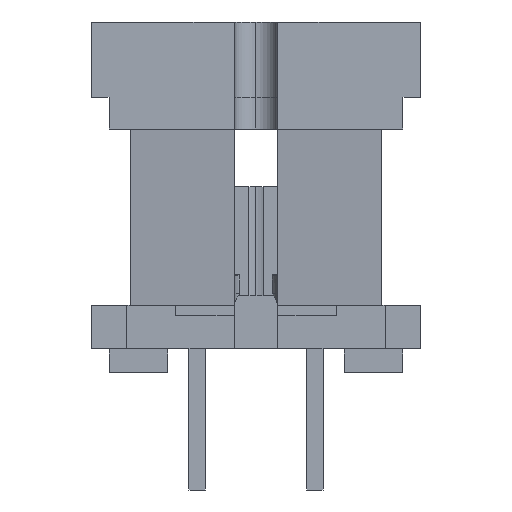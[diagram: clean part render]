
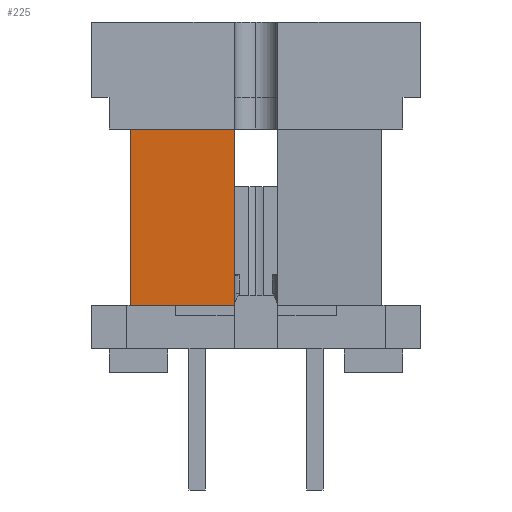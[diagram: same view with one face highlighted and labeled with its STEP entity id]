
A CAD part, left-side view. The second image highlights one B-rep face of the part: STEP entity #225.
In plain terms, the highlighted planar face has unit normal (-0.997, 0, -0.073).
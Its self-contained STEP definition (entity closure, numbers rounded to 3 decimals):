
#225=ADVANCED_FACE('',(#1191),#1192,.T.);
#1191=FACE_OUTER_BOUND('',#2647,.T.);
#1192=PLANE('',#2648);
#2647=EDGE_LOOP('',(#5685,#5686,#5687,#5688));
#2648=AXIS2_PLACEMENT_3D('',#5689,#5690,#5691);
#5685=ORIENTED_EDGE('',*,*,#10123,.T.);
#5686=ORIENTED_EDGE('',*,*,#10159,.F.);
#5687=ORIENTED_EDGE('',*,*,#10219,.F.);
#5688=ORIENTED_EDGE('',*,*,#9552,.T.);
#5689=CARTESIAN_POINT('',(-15.316,3.556,1.245));
#5690=DIRECTION('',(-0.997,0.0,-0.073));
#5691=DIRECTION('',(-0.073,0.0,0.997));
#9552=EDGE_CURVE('',#11621,#11619,#11622,.T.);
#10123=EDGE_CURVE('',#11619,#12689,#12691,.T.);
#10159=EDGE_CURVE('',#12743,#12689,#12745,.T.);
#10219=EDGE_CURVE('',#11621,#12743,#12830,.T.);
#11619=VERTEX_POINT('',#14915);
#11621=VERTEX_POINT('',#14918);
#11622=LINE('',#14919,#14920);
#12689=VERTEX_POINT('',#16541);
#12691=LINE('',#16544,#16545);
#12743=VERTEX_POINT('',#16641);
#12745=LINE('',#16644,#16645);
#12830=LINE('',#16788,#16789);
#14915=CARTESIAN_POINT('',(-15.037,2.718,-2.565));
#14918=CARTESIAN_POINT('',(-15.316,2.718,1.245));
#14919=CARTESIAN_POINT('',(-15.316,2.718,1.245));
#14920=VECTOR('',#19200,3.82);
#16541=CARTESIAN_POINT('',(-15.037,0.47,-2.565));
#16544=CARTESIAN_POINT('',(-15.037,2.718,-2.565));
#16545=VECTOR('',#19801,2.248);
#16641=CARTESIAN_POINT('',(-15.316,0.47,1.245));
#16644=CARTESIAN_POINT('',(-15.316,0.47,1.245));
#16645=VECTOR('',#19837,3.82);
#16788=CARTESIAN_POINT('',(-15.316,2.718,1.245));
#16789=VECTOR('',#19899,2.248);
#19200=DIRECTION('',(0.073,0.0,-0.997));
#19801=DIRECTION('',(0.0,-1.0,0.0));
#19837=DIRECTION('',(0.073,0.0,-0.997));
#19899=DIRECTION('',(0.0,-1.0,0.0));
